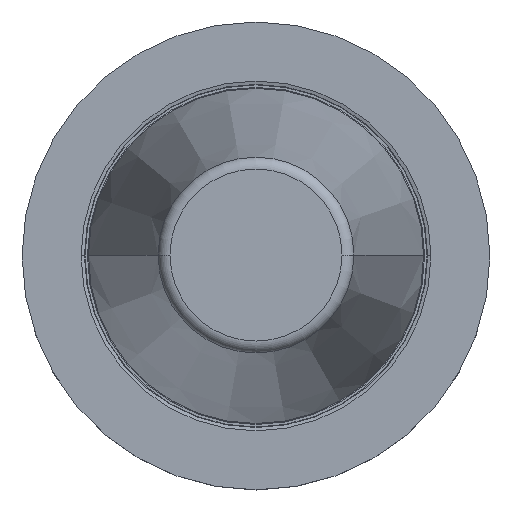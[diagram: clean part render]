
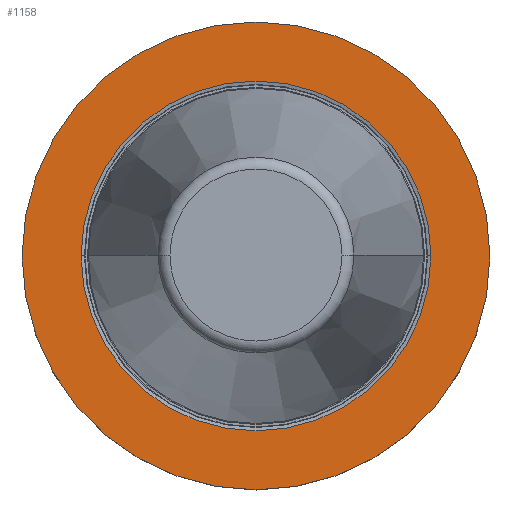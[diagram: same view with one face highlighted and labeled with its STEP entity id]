
A CAD part, top view. The second image highlights one B-rep face of the part: STEP entity #1158.
In plain terms, the highlighted planar face has unit normal (0, 0, 1).
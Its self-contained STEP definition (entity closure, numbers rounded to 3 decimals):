
#115=CARTESIAN_POINT('',(0.,0.,-3.2));
#116=DIRECTION('',(0.,0.,1.));
#117=DIRECTION('',(1.,0.,0.));
#118=AXIS2_PLACEMENT_3D('',#115,#116,#117);
#123=CARTESIAN_POINT('',(0.,0.,-3.2));
#124=DIRECTION('',(0.,0.,-1.));
#125=DIRECTION('',(1.,0.,0.));
#126=AXIS2_PLACEMENT_3D('',#123,#124,#125);
#131=CARTESIAN_POINT('',(0.,0.,-3.2));
#132=DIRECTION('',(0.,0.,1.));
#133=DIRECTION('',(1.,0.,0.));
#134=AXIS2_PLACEMENT_3D('',#131,#132,#133);
#139=CARTESIAN_POINT('',(0.,0.,-3.2));
#140=DIRECTION('',(0.,0.,1.));
#141=DIRECTION('',(-1.,0.,0.));
#142=AXIS2_PLACEMENT_3D('',#139,#140,#141);
#971=CARTESIAN_POINT('',(48.75,0.,-3.2));
#972=CARTESIAN_POINT('',(-48.75,0.,-3.2));
#973=VERTEX_POINT('',#971);
#974=VERTEX_POINT('',#972);
#1037=CARTESIAN_POINT('',(36.446,0.,-3.2));
#1038=VERTEX_POINT('',#1037);
#1041=CARTESIAN_POINT('',(-36.446,0.,-3.2));
#1042=VERTEX_POINT('',#1041);
#1143=CARTESIAN_POINT('',(0.,0.,-3.2));
#1144=DIRECTION('',(0.,0.,-1.));
#1145=DIRECTION('',(-1.,0.,0.));
#1146=AXIS2_PLACEMENT_3D('',#1143,#1144,#1145);
#1147=PLANE('',#1146);
#1148=ORIENTED_EDGE('',*,*,#1123,.F.);
#1149=ORIENTED_EDGE('',*,*,#1064,.T.);
#1150=EDGE_LOOP('',(#1148,#1149));
#1151=FACE_OUTER_BOUND('',#1150,.F.);
#1153=ORIENTED_EDGE('',*,*,#1152,.T.);
#1155=ORIENTED_EDGE('',*,*,#1154,.T.);
#1156=EDGE_LOOP('',(#1153,#1155));
#1157=FACE_BOUND('',#1156,.F.);
#119=CIRCLE('',#118,48.75);
#127=CIRCLE('',#126,48.75);
#135=CIRCLE('',#134,36.446);
#143=CIRCLE('',#142,36.446);
#1064=EDGE_CURVE('',#973,#974,#127,.T.);
#1123=EDGE_CURVE('',#973,#974,#119,.T.);
#1152=EDGE_CURVE('',#1038,#1042,#135,.T.);
#1154=EDGE_CURVE('',#1042,#1038,#143,.T.);
#1158=ADVANCED_FACE('',(#1151,#1157),#1147,.F.);
